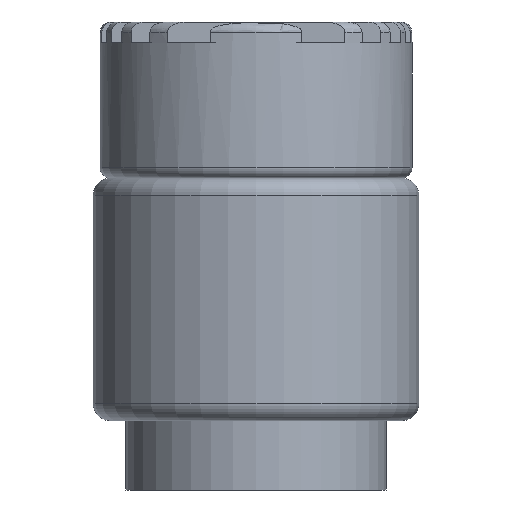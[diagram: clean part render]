
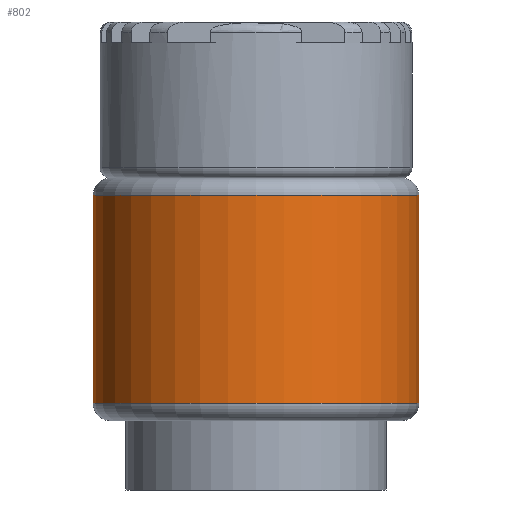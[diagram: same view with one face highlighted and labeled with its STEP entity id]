
A CAD part, left-side view. The second image highlights one B-rep face of the part: STEP entity #802.
In plain terms, the highlighted cylindrical face has radius 47 mm (diameter 94 mm), a partial arc.
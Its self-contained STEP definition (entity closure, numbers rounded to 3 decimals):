
#452=CARTESIAN_POINT('',(0.,0.,-85.));
#453=DIRECTION('',(0.,0.,1.));
#454=DIRECTION('',(0.,1.,0.));
#455=AXIS2_PLACEMENT_3D('',#452,#453,#454);
#457=DIRECTION('',(0.,0.,1.));
#458=VECTOR('',#457,60.);
#459=CARTESIAN_POINT('',(0.,47.,-85.));
#460=LINE('',#459,#458);
#461=CARTESIAN_POINT('',(0.,0.,-25.));
#462=DIRECTION('',(0.,0.,1.));
#463=DIRECTION('',(0.,1.,0.));
#464=AXIS2_PLACEMENT_3D('',#461,#462,#463);
#466=DIRECTION('',(0.,0.,1.));
#467=VECTOR('',#466,60.);
#468=CARTESIAN_POINT('',(0.,-47.,-85.));
#469=LINE('',#468,#467);
#563=CARTESIAN_POINT('',(0.,47.,-85.));
#564=CARTESIAN_POINT('',(0.,-47.,-85.));
#565=VERTEX_POINT('',#563);
#566=VERTEX_POINT('',#564);
#575=CARTESIAN_POINT('',(0.,47.,-25.));
#576=CARTESIAN_POINT('',(0.,-47.,-25.));
#577=VERTEX_POINT('',#575);
#578=VERTEX_POINT('',#576);
#788=CARTESIAN_POINT('',(0.,0.,5.5));
#789=DIRECTION('',(0.,0.,-1.));
#790=DIRECTION('',(0.,-1.,0.));
#791=AXIS2_PLACEMENT_3D('',#788,#789,#790);
#792=CYLINDRICAL_SURFACE('',#791,47.);
#793=ORIENTED_EDGE('',*,*,#778,.F.);
#795=ORIENTED_EDGE('',*,*,#794,.T.);
#797=ORIENTED_EDGE('',*,*,#796,.T.);
#799=ORIENTED_EDGE('',*,*,#798,.F.);
#800=EDGE_LOOP('',(#793,#795,#797,#799));
#801=FACE_OUTER_BOUND('',#800,.F.);
#802=ADVANCED_FACE('',(#801),#792,.T.);
#456=CIRCLE('',#455,47.);
#465=CIRCLE('',#464,47.);
#778=EDGE_CURVE('',#565,#566,#456,.T.);
#794=EDGE_CURVE('',#565,#577,#460,.T.);
#796=EDGE_CURVE('',#577,#578,#465,.T.);
#798=EDGE_CURVE('',#566,#578,#469,.T.);
